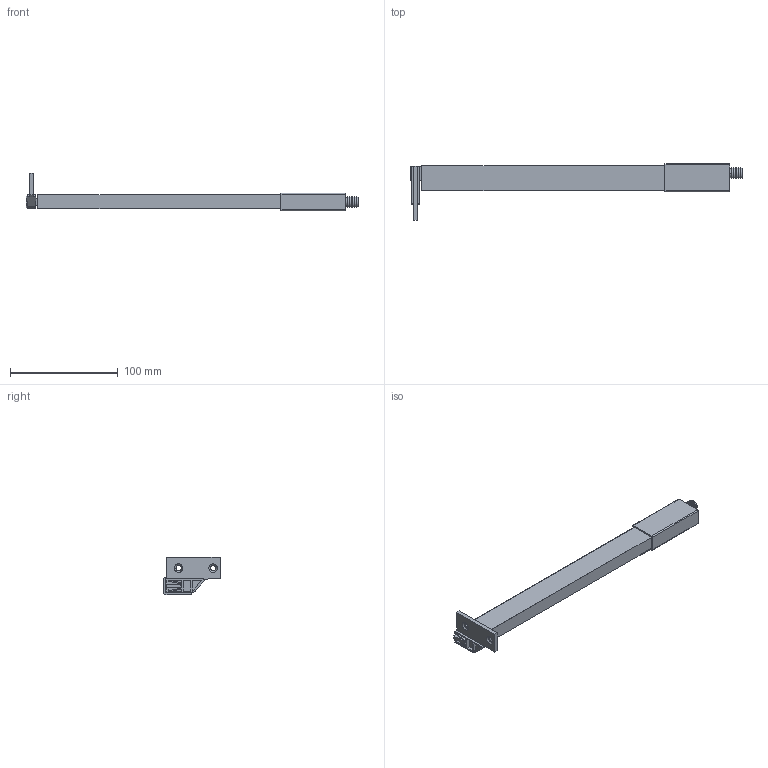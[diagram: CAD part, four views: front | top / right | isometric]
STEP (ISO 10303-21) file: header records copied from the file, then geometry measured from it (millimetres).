
FILE_DESCRIPTION (( 'STEP AP214' ), '1' );
FILE_NAME ('F000648,F000657-RIGHT_3D.step', '2022-10-10T14:22:55', ( '' ), ( '' ), 'SwSTEP 2.0', 'SolidWorks 2020', '' );
FILE_SCHEMA (( 'AUTOMOTIVE_DESIGN' ));
Length unit declared in the file: millimetre
Products named in the file (3): RiexTrack-Reling-SQUARE-300-BEZ DRZAKU; RiexTrack-Drzak relingu-zadni; F000648,F000657-RIGHT_3D
Assembly tree (2 placements, depth 2):
  F000648,F000657-RIGHT_3D
    RiexTrack-Reling-SQUARE-300-BEZ DRZAKU
    RiexTrack-Drzak relingu-zadni
Bounding box: 308.25 x 52.25 x 34.5 mm (x, y, z)
Volume: 23847 mm3; surface area: 56486.9 mm2
Topology: 4 solids, 5 shells, 141 faces, 344 edges, 226 vertices
Faces by surface type: plane 105, cone 20, cylinder 16
Entity records: 4240 total; most frequent: CARTESIAN_POINT 716, DIRECTION 700, ORIENTED_EDGE 688, EDGE_CURVE 344, VECTOR 280, LINE 280, VERTEX_POINT 226, AXIS2_PLACEMENT_3D 210
